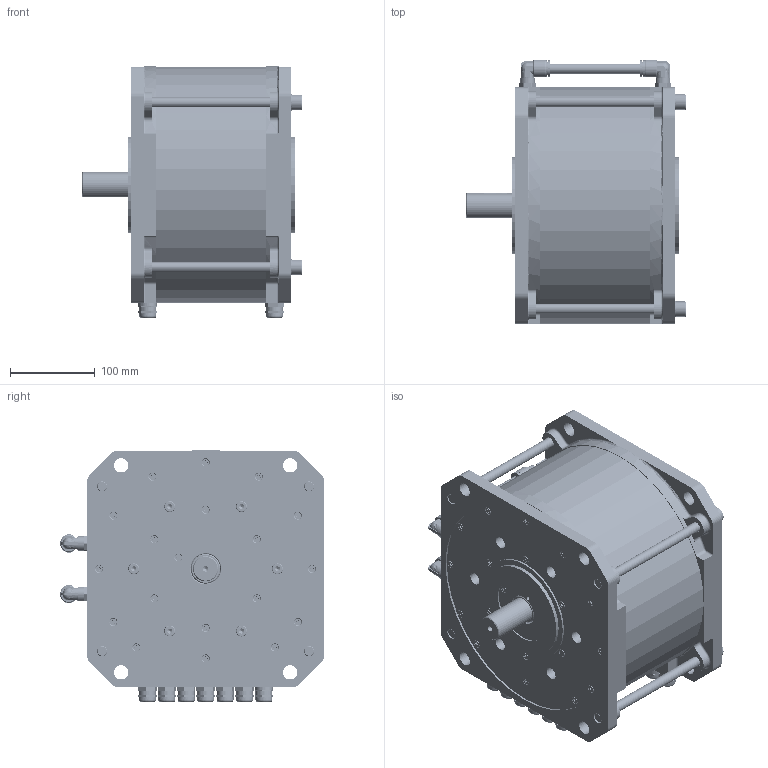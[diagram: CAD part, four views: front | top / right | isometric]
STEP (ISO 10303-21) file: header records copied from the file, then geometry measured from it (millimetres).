
FILE_DESCRIPTION (( 'STEP AP203' ), '1' );
FILE_NAME ('20KW萇儂俋倛芞.STEP', '2021-06-30T05:41:25', ( '' ), ( '' ), 'SwSTEP 2.0', 'SolidWorks 2021', '' );
FILE_SCHEMA (( 'CONFIG_CONTROL_DESIGN' ));
Length unit declared in the file: millimetre
Products named in the file (18): 20KW覃誹遠; 阨奪; spring lock washers--normal type gb_GB_FASTENER_WASHER_SW 12; 裔啣; cross recessed countersunk head screws gb1_GB_CROSS_SCREWS_TYPE4 M4X12-9.3  H type-N; M12x190囀鞠褒蹟隊_GB_FASTENER_SCREWS_HSHCS M12X120-N; plain washers--product grade c gb_GB_FASTENER_WASHER_SMWC 12; M16X1.5黑芛; 儂褲; hexagon socket head cap screws gb_GB_FASTENER_SCREWS_HSHCS M8X20-N; 綴裔; 堤盄芛; 粣; deep groove ball bearings gb_Rolling bearings 6307 GB 276-94; 20KW萇儂俋倛芞; cross recessed countersunk head screws gb1_GB_CROSS_SCREWS_TYPE4 M4X10-7.3  H type-C; ヶ裔; 阨奪諉芛
Assembly tree (91 placements, depth 2):
  20KW萇儂俋倛芞
    粣
    deep groove ball bearings gb_Rolling bearings 6307 GB 276-94  x2
    綴裔
    ヶ裔
    裔啣  x2
    cross recessed countersunk head screws gb1_GB_CROSS_SCREWS_TYPE4 M4X10-7.3  H type-C  x30
    堤盄芛  x13
    阨奪諉芛  x4
    阨奪
    儂褲
    20KW覃誹遠  x2
    M16X1.5黑芛
    cross recessed countersunk head screws gb1_GB_CROSS_SCREWS_TYPE4 M4X12-9.3  H type-N  x8
    hexagon socket head cap screws gb_GB_FASTENER_SCREWS_HSHCS M8X20-N  x12
    plain washers--product grade c gb_GB_FASTENER_WASHER_SMWC 12  x4
    spring lock washers--normal type gb_GB_FASTENER_WASHER_SW 12  x4
    M12x190囀鞠褒蹟隊_GB_FASTENER_SCREWS_HSHCS M12X120-N  x4
Bounding box: 260.6 x 312.25 x 299 mm (x, y, z)
Volume: 4154495.3 mm3; surface area: 1181074.8 mm2
Topology: 91 solids, 91 shells, 3979 faces, 10139 edges, 6389 vertices
Faces by surface type: plane 1672, cylinder 1513, torus 468, cone 254, sphere 56, bspline 16
Entity records: 60880 total; most frequent: CARTESIAN_POINT 12789, DIRECTION 10283, ORIENTED_EDGE 8818, EDGE_CURVE 4409, AXIS2_PLACEMENT_3D 4340, VERTEX_POINT 2789, CIRCLE 2521, EDGE_LOOP 2000
